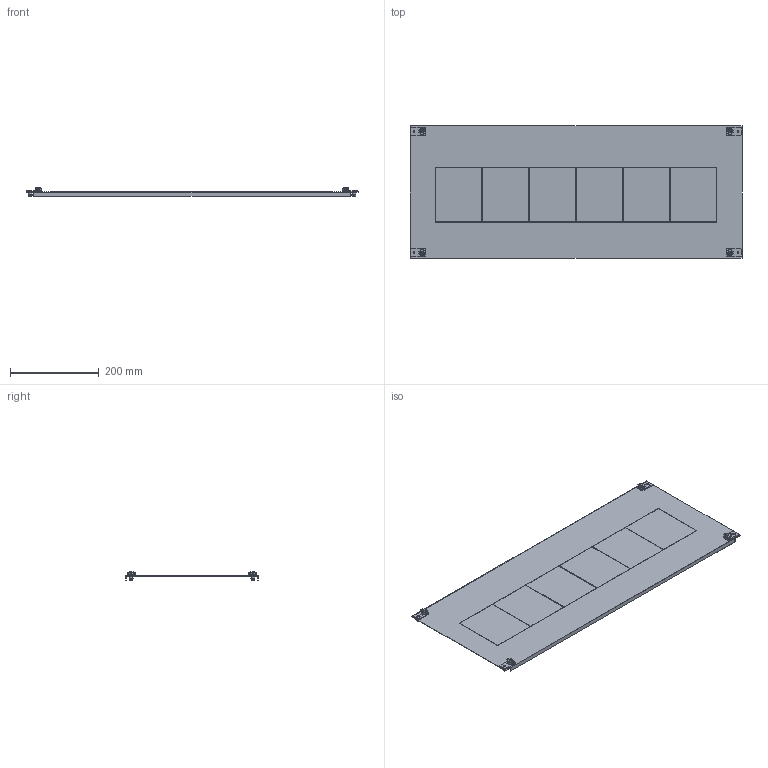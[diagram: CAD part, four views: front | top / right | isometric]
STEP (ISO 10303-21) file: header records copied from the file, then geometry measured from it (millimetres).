
FILE_DESCRIPTION((''),'2;1');
FILE_NAME('001101440_CP_3_2_F_ASM','2023-01-23T12:34:56',('klemen.sitar'),('Audax d.o.o.'),'CREO PARAMETRIC BY PTC INC, 2021304','CREO PARAMETRIC BY PTC INC, 2021304','');
FILE_SCHEMA(('AP242_MANAGED_MODEL_BASED_3D_ENGINEERING_MIM_LF { 1 0 10303 442 1 1 4 }'));
Products named in the file (33): PRT0002_1_1_1_1_1_1_2_3_1_1_1_1; PRT0003_1_1_1_1_1_1_2_3_1_1_1_1; BLACK_PIN_ASM_1_ASM_1_ASM_1_A_2_ASM; BLACK_PIN_COLO_ASM_1_ASM_1_AS_2_ASM; ASM0002_ASM_1_ASM_1_1_2_ASM_1_A_ASM; PRT0002_1_1_1_1_1_1_1_1_1; PRT0002_1_1_1_1_1_1_2_1_1_1_1_1; PRT0003_1_1_1_1_1_1_2_1_1_1_1_1; BLACK_PIN_ASM_1_ASM_1_ASM_1_A_5_ASM; BLACK_PIN_COLO_ASM_1_ASM_1_AS_5_ASM; ASM0002_ASM_1_ASM_1_1_ASM_1_1_A_ASM; 001101436_CP_1_2_F_ASM_1_A-4598_ASM; 001101436_CP_1_2_F_ASM_1_-18438_ASM; 001101437_CP_1_4_2_F_ASM_1_ASM__ASM; 001101436_CP_1_2_F_ASM_1_ASM__4; PRT0002_1_1_1_1_1_1_2_1_1_1_1_4; PRT0003_1_1_1_1_1_1_2_1_1_1_1_4; BLACK_PIN_ASM_1_ASM_1_ASM_1_A_4_ASM; BLACK_PIN_COLO_ASM_1_ASM_1_AS_4_ASM; ASM0002_ASM_1_ASM_1_1_ASM_1_A_1_ASM; PRT0002_1_1_1_1_1_1_2_3_1_1_1_4; PRT0003_1_1_1_1_1_1_2_3_1_1_1_4; BLACK_PIN_ASM_1_ASM_1_ASM_1_A_8_ASM; BLACK_PIN_COLO_ASM_1_ASM_1_AS_8_ASM; ASM0002_ASM_1_ASM_1_1_2_ASM_1_3_ASM; 001101436_CP_1_2_F_ASM_1_1_AS_3_ASM; ASM0001_ASM_1_1_ASM_1_1_ASM_1_ASM; 001101436_CP_1_2_F_ASM_1_1_AS_2_ASM; ASM0001_ASM_1_1_ASM_1_ASM; 001101437_CP_1_4_2_F_ASM_1_1_AS_ASM; ASM0001_ASM_1_ASM; 001101439_CP_2_2_2_F_ASM_1_ASM; 001101440_CP_3_2_F_ASM
Assembly tree (32 placements, depth 12):
  001101440_CP_3_2_F_ASM
    001101439_CP_2_2_2_F_ASM_1_ASM
      001101437_CP_1_4_2_F_ASM_1_ASM__ASM
        001101436_CP_1_2_F_ASM_1_-18438_ASM
          001101436_CP_1_2_F_ASM_1_A-4598_ASM
            ASM0002_ASM_1_ASM_1_1_2_ASM_1_A_ASM
              BLACK_PIN_COLO_ASM_1_ASM_1_AS_2_ASM
                BLACK_PIN_ASM_1_ASM_1_ASM_1_A_2_ASM
                  PRT0002_1_1_1_1_1_1_2_3_1_1_1_1
                  PRT0003_1_1_1_1_1_1_2_3_1_1_1_1
            PRT0002_1_1_1_1_1_1_1_1_1
            ASM0002_ASM_1_ASM_1_1_ASM_1_1_A_ASM
              BLACK_PIN_COLO_ASM_1_ASM_1_AS_5_ASM
                BLACK_PIN_ASM_1_ASM_1_ASM_1_A_5_ASM
                  PRT0002_1_1_1_1_1_1_2_1_1_1_1_1
                  PRT0003_1_1_1_1_1_1_2_1_1_1_1_1
      ASM0001_ASM_1_ASM
        001101437_CP_1_4_2_F_ASM_1_1_AS_ASM
          ASM0001_ASM_1_1_ASM_1_ASM
            001101436_CP_1_2_F_ASM_1_1_AS_2_ASM
              001101436_CP_1_2_F_ASM_1_ASM__4
              ASM0001_ASM_1_1_ASM_1_1_ASM_1_ASM
                001101436_CP_1_2_F_ASM_1_1_AS_3_ASM
                  ASM0002_ASM_1_ASM_1_1_ASM_1_A_1_ASM
                  ASM0002_ASM_1_ASM_1_1_2_ASM_1_3_ASM
Bounding box: 750 x 300 x 18.6 mm (x, y, z)
Volume: 246866 mm3; surface area: 489066.8 mm2
Topology: 15 solids, 15 shells, 390 faces, 1324 edges, 1192 vertices
Faces by surface type: plane 262, cylinder 120, cone 8
Entity records: 35483 total; most frequent: PRESENTATION_LAYER_ASSIGNMENT 8835, CARTESIAN_POINT 3415, DIRECTION 2858, ORIENTED_EDGE 2200, PRESENTATION_STYLE_ASSIGNMENT 1689, STYLED_ITEM 1689, CURVE_STYLE 1674, EDGE_CURVE 1100
